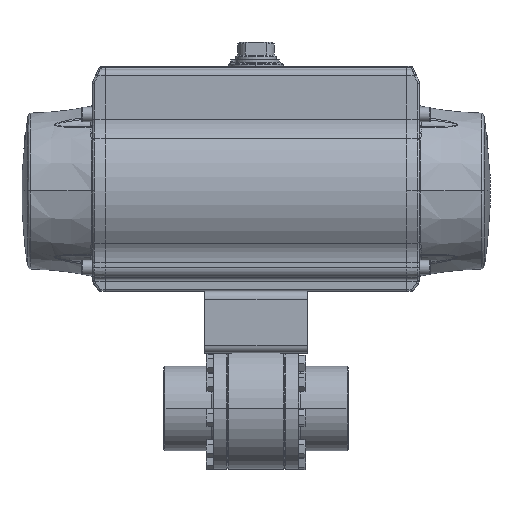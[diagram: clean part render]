
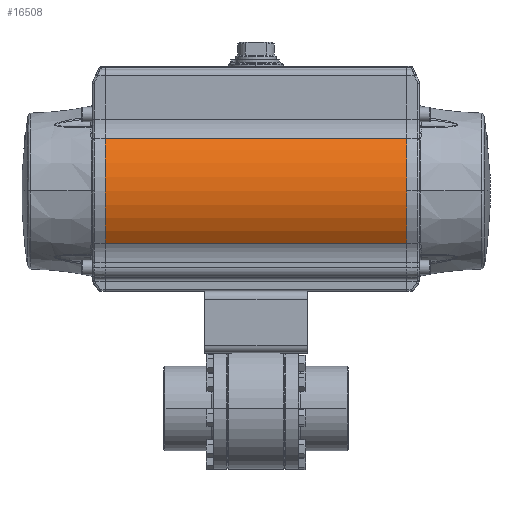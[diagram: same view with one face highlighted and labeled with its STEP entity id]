
A CAD part, top view. The second image highlights one B-rep face of the part: STEP entity #16508.
In plain terms, the highlighted cylindrical face has radius 108 mm (diameter 216 mm), a partial arc.
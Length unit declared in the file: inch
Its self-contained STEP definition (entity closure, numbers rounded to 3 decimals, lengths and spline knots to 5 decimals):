
#235 = VERTEX_POINT ( 'NONE', #63146 ) ;
#1716 = CIRCLE ( 'NONE', #23395, 4.25197 ) ;
#2744 = DIRECTION ( 'NONE',  ( 0., 0., -1. ) ) ;
#4917 = CARTESIAN_POINT ( 'NONE',  ( -7.32283, 13.12924, 3.40445 ) ) ;
#5414 = EDGE_CURVE ( 'NONE', #47521, #235, #72817, .T. ) ;
#8453 = VECTOR ( 'NONE', #42262, 39.37008 ) ;
#9995 = DIRECTION ( 'NONE',  ( 1., 0., 0. ) ) ;
#16508 = ADVANCED_FACE ( 'NONE', ( #30664 ), #78366, .T. ) ;
#17924 = AXIS2_PLACEMENT_3D ( 'NONE', #18246, #80605, #2744 ) ;
#18246 = CARTESIAN_POINT ( 'NONE',  ( -7.32283, 10.58189, 0. ) ) ;
#19082 = ORIENTED_EDGE ( 'NONE', *, *, #50441, .T. ) ;
#19429 = CARTESIAN_POINT ( 'NONE',  ( 7.32283, 10.58189, 0. ) ) ;
#23395 = AXIS2_PLACEMENT_3D ( 'NONE', #28820, #72418, #35094 ) ;
#25723 = DIRECTION ( 'NONE',  ( 0., 0., -1. ) ) ;
#28820 = CARTESIAN_POINT ( 'NONE',  ( 7.32283, 10.58189, 0. ) ) ;
#30664 = FACE_OUTER_BOUND ( 'NONE', #31235, .T. ) ;
#30711 = CARTESIAN_POINT ( 'NONE',  ( -7.32283, 8.03454, 3.40445 ) ) ;
#31235 = EDGE_LOOP ( 'NONE', ( #19082, #32916, #31313, #75682, #53934 ) ) ;
#31313 = ORIENTED_EDGE ( 'NONE', *, *, #78480, .T. ) ;
#31709 = EDGE_CURVE ( 'NONE', #235, #69600, #31898, .T. ) ;
#31898 = CIRCLE ( 'NONE', #49754, 4.25197 ) ;
#32691 = EDGE_CURVE ( 'NONE', #41145, #65887, #1716, .T. ) ;
#32916 = ORIENTED_EDGE ( 'NONE', *, *, #32691, .T. ) ;
#35094 = DIRECTION ( 'NONE',  ( 0., 0., -1. ) ) ;
#36905 = AXIS2_PLACEMENT_3D ( 'NONE', #19429, #63040, #25723 ) ;
#38668 = LINE ( 'NONE', #76022, #53258 ) ;
#41145 = VERTEX_POINT ( 'NONE', #49476 ) ;
#42262 = DIRECTION ( 'NONE',  ( -1., 0., 0. ) ) ;
#45035 = CIRCLE ( 'NONE', #36905, 4.25197 ) ;
#47309 = CARTESIAN_POINT ( 'NONE',  ( -7.32283, 10.58189, 0. ) ) ;
#47521 = VERTEX_POINT ( 'NONE', #60459 ) ;
#49476 = CARTESIAN_POINT ( 'NONE',  ( 7.32283, 8.03454, 3.40445 ) ) ;
#49754 = AXIS2_PLACEMENT_3D ( 'NONE', #47309, #9995, #53554 ) ;
#50441 = EDGE_CURVE ( 'NONE', #69600, #41145, #38668, .T. ) ;
#53258 = VECTOR ( 'NONE', #63783, 39.37008 ) ;
#53554 = DIRECTION ( 'NONE',  ( 0., 0., -1. ) ) ;
#53934 = ORIENTED_EDGE ( 'NONE', *, *, #31709, .T. ) ;
#60459 = CARTESIAN_POINT ( 'NONE',  ( 7.32283, 13.12924, 3.40445 ) ) ;
#63040 = DIRECTION ( 'NONE',  ( -1., 0., 0. ) ) ;
#63146 = CARTESIAN_POINT ( 'NONE',  ( -7.32283, 13.12924, 3.40445 ) ) ;
#63783 = DIRECTION ( 'NONE',  ( 1., 0., 0. ) ) ;
#65887 = VERTEX_POINT ( 'NONE', #66049 ) ;
#66049 = CARTESIAN_POINT ( 'NONE',  ( 7.32283, 10.58189, 4.25197 ) ) ;
#69600 = VERTEX_POINT ( 'NONE', #30711 ) ;
#72418 = DIRECTION ( 'NONE',  ( -1., 0., 0. ) ) ;
#72817 = LINE ( 'NONE', #4917, #8453 ) ;
#75682 = ORIENTED_EDGE ( 'NONE', *, *, #5414, .T. ) ;
#76022 = CARTESIAN_POINT ( 'NONE',  ( -7.32283, 8.03454, 3.40445 ) ) ;
#78366 = CYLINDRICAL_SURFACE ( 'NONE', #17924, 4.25197 ) ;
#78480 = EDGE_CURVE ( 'NONE', #65887, #47521, #45035, .T. ) ;
#80605 = DIRECTION ( 'NONE',  ( 1., 0., 0. ) ) ;
